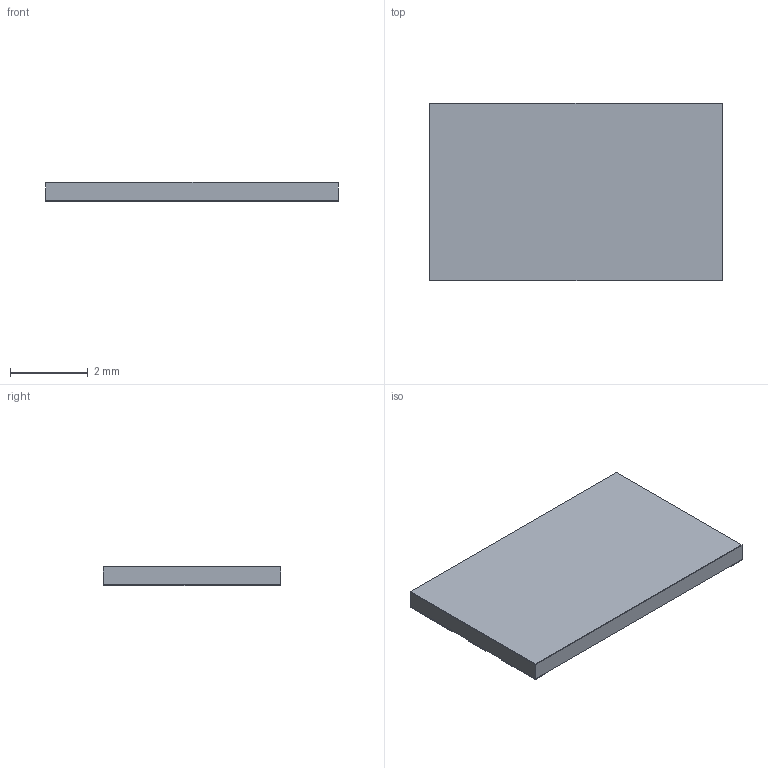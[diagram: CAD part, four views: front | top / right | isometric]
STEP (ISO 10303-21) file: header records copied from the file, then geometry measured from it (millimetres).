
FILE_DESCRIPTION (( 'STEP AP203' ), '1' );
FILE_NAME ('GS61008P.STEP', '2017-05-15T22:29:19', ( 'Gan' ), ( '' ), 'SwSTEP 2.0', 'SolidWorks 2017', '' );
FILE_SCHEMA (( 'CONFIG_CONTROL_DESIGN' ));
Length unit declared in the file: millimetre
Products named in the file (5): GS61008P Package; GS61008P Top Soldermask; GS61008P Cu Bottom; GS61008P Bottom Soldermask; GS61008P
Assembly tree (4 placements, depth 2):
  GS61008P
    GS61008P Package
    GS61008P Top Soldermask
    GS61008P Cu Bottom
    GS61008P Bottom Soldermask
Bounding box: 7.53 x 4.57 x 0.51 mm (x, y, z)
Volume: 17.2 mm3; surface area: 215.8 mm2
Topology: 8 solids, 8 shells, 70 faces, 162 edges, 108 vertices
Faces by surface type: plane 70
Entity records: 2461 total; most frequent: CARTESIAN_POINT 347, ORIENTED_EDGE 324, DIRECTION 316, EDGE_CURVE 162, VECTOR 162, LINE 162, VERTEX_POINT 108, AXIS2_PLACEMENT_3D 77
